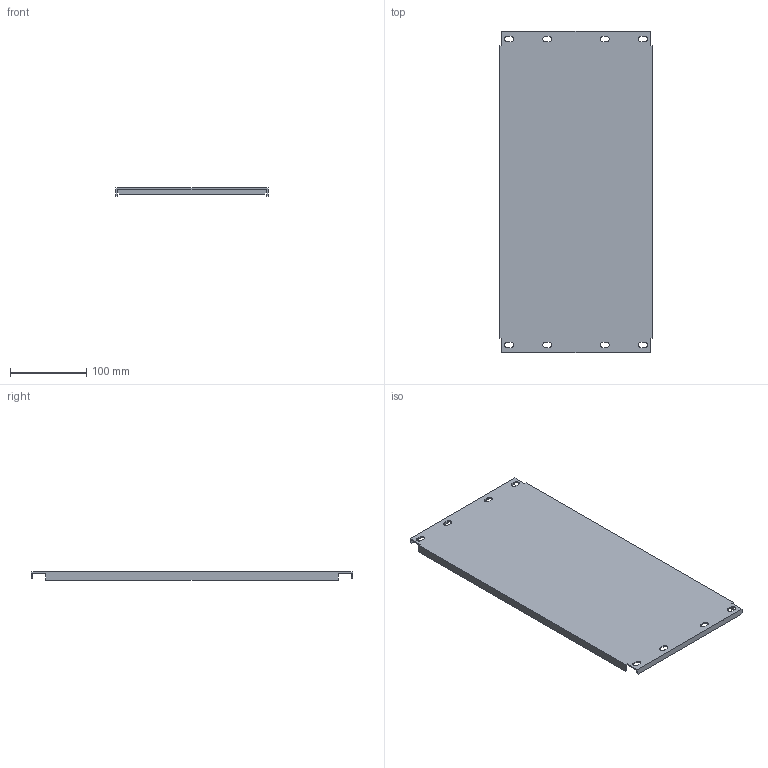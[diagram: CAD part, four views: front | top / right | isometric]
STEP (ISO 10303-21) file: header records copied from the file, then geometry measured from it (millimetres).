
FILE_DESCRIPTION (( 'STEP AP203' ), '1' );
FILE_NAME ('FO-00-PLTP-020-060 FORMAT Çàãëóøêà ïàíåëè íèæíåé íàáîðíîé 200 â øêàô 600 IEK.STEP', '2024-07-04T09:01:48', ( '' ), ( '' ), 'SwSTEP 2.0', 'SolidWorks 2022', '' );
FILE_SCHEMA (( 'CONFIG_CONTROL_DESIGN' ));
Length unit declared in the file: millimetre
Products named in the file (1): FO-00-PLTP-020-060 FORMAT Заглушка панели нижней наборной 200 в шкаф 600 IEK
Bounding box: 199 x 420 x 10.75 mm (x, y, z)
Volume: 138609.9 mm3; surface area: 187141.6 mm2
Topology: 1 solids, 1 shells, 78 faces, 228 edges, 152 vertices
Faces by surface type: plane 54, cylinder 24
Entity records: 2689 total; most frequent: CARTESIAN_POINT 459, ORIENTED_EDGE 456, DIRECTION 434, EDGE_CURVE 228, LINE 180, VECTOR 180, VERTEX_POINT 152, AXIS2_PLACEMENT_3D 127
